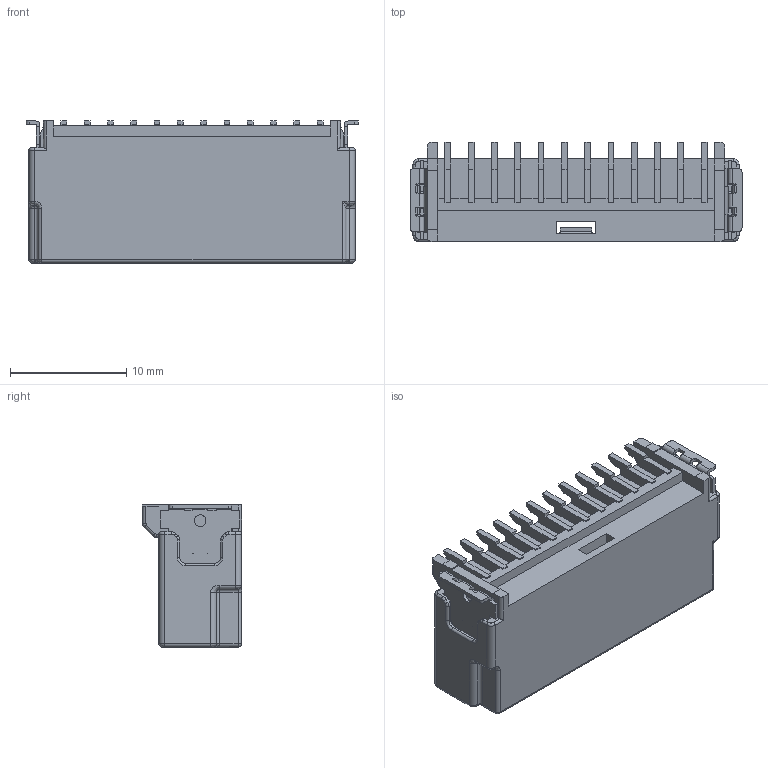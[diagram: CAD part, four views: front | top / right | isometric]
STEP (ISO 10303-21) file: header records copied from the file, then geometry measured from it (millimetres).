
FILE_DESCRIPTION((''),'2;1');
FILE_NAME('020_D_SMT_12M_V_HSG_REV1_13','2019-07-12T',('drkoo'),(''),'CREO PARAMETRIC BY PTC INC, 2017300','CREO PARAMETRIC BY PTC INC, 2017300','');
FILE_SCHEMA(('CONFIG_CONTROL_DESIGN'));
Length unit declared in the file: millimetre
Products named in the file (1): 020_D_SMT_12M_V_HSG_REV1_13
Bounding box: 28.5 x 8.5 x 12.2 mm (x, y, z)
Volume: 991.5 mm3; surface area: 2545.8 mm2
Topology: 1 solids, 1 shells, 1164 faces, 3159 edges, 1939 vertices
Faces by surface type: plane 645, cylinder 367, torus 55, sphere 40, cone 38, bspline 15, extrusion 4
Entity records: 36745 total; most frequent: CARTESIAN_POINT 7905, ORIENTED_EDGE 6186, DIRECTION 5766, EDGE_CURVE 3093, VECTOR 2242, LINE 2238, VERTEX_POINT 1935, AXIS2_PLACEMENT_3D 1762
